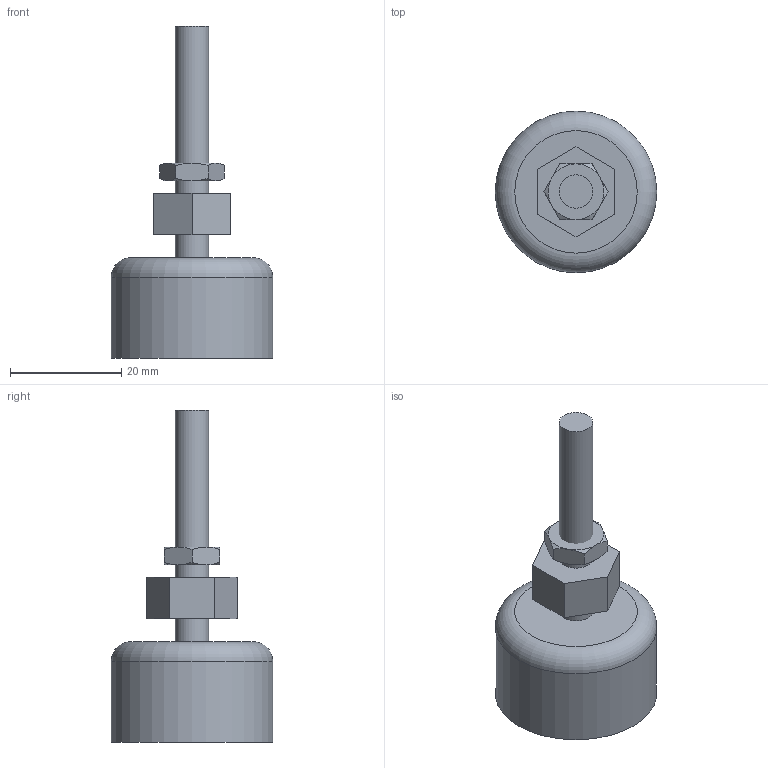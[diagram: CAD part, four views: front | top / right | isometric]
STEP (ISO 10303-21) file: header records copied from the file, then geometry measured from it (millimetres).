
FILE_DESCRIPTION(('STEP AP203'),'1');
FILE_NAME('BASE00H2506.stp','2023-12-11T15:28:22',(' '),(' '),'Spatial InterOp 3D',' ',' ');
FILE_SCHEMA(('CONFIG_CONTROL_DESIGN'));
Length unit declared in the file: millimetre
Products named in the file (4): Pied D30 M6x45 Inox; Tige avec Ecrou type 1; Ecrou bas hexagonal M6; Socle Type 1
Assembly tree (3 placements, depth 2):
  Pied D30 M6x45 Inox
    Tige avec Ecrou type 1
    Ecrou bas hexagonal M6
    Socle Type 1
Bounding box: 29 x 29 x 59.6 mm (x, y, z)
Volume: 14112.1 mm3; surface area: 4455.6 mm2
Topology: 3 solids, 3 shells, 38 faces, 82 edges, 51 vertices
Faces by surface type: plane 19, cone 12, cylinder 4, sphere 2, torus 1
Full cylindrical faces by diameter (mm): 5 x1, 6 x2, 29 x1
Entity records: 1612 total; most frequent: CARTESIAN_POINT 278, DIRECTION 152, ORIENTED_EDGE 140, EDGE_CURVE 70, PROPERTY_DEFINITION_REPRESENTATION 66, GENERAL_PROPERTY_ASSOCIATION 66, PROPERTY_DEFINITION 66, REPRESENTATION 66
